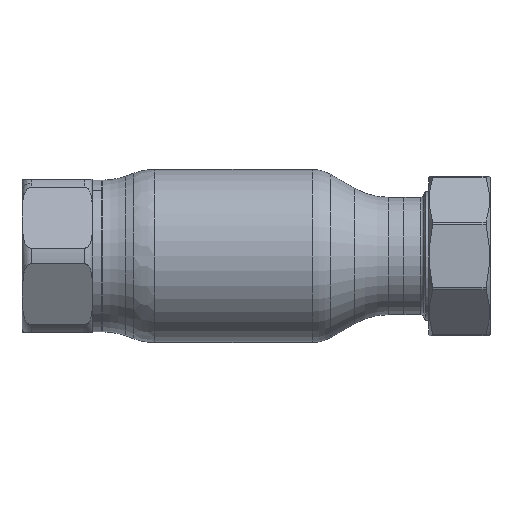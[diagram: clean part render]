
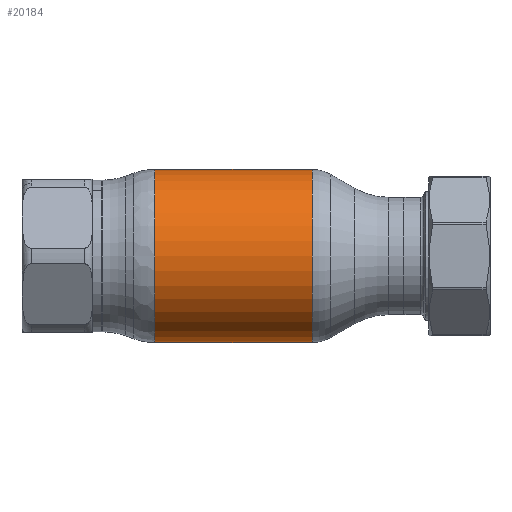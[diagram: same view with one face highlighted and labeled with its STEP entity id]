
A CAD part, front view. The second image highlights one B-rep face of the part: STEP entity #20184.
In plain terms, the highlighted cylindrical face has radius 28.25 mm (diameter 56.5 mm), a partial arc.
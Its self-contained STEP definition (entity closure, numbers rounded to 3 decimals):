
#315 = CARTESIAN_POINT ( 'NONE',  ( 62.69, 0., 28.25 ) ) ;
#4344 = EDGE_LOOP ( 'NONE', ( #50040, #56324, #18286, #22567 ) ) ;
#4412 = CARTESIAN_POINT ( 'NONE',  ( 24.785, 0., 0. ) ) ;
#5943 = AXIS2_PLACEMENT_3D ( 'NONE', #4412, #22748, #17317 ) ;
#7002 = VERTEX_POINT ( 'NONE', #39317 ) ;
#9041 = CIRCLE ( 'NONE', #34627, 28.25 ) ;
#10772 = VECTOR ( 'NONE', #45810, 1000. ) ;
#12663 = DIRECTION ( 'NONE',  ( 1., 0., 0. ) ) ;
#12956 = LINE ( 'NONE', #315, #54584 ) ;
#15781 = LINE ( 'NONE', #28352, #10772 ) ;
#16239 = VERTEX_POINT ( 'NONE', #22114 ) ;
#17317 = DIRECTION ( 'NONE',  ( 0., 0., -1. ) ) ;
#18286 = ORIENTED_EDGE ( 'NONE', *, *, #42512, .T. ) ;
#19302 = CARTESIAN_POINT ( 'NONE',  ( 62.69, 0., 0. ) ) ;
#20184 = ADVANCED_FACE ( 'NONE', ( #23035 ), #35877, .T. ) ;
#20708 = VERTEX_POINT ( 'NONE', #31187 ) ;
#20890 = DIRECTION ( 'NONE',  ( 1., 0., 0. ) ) ;
#22114 = CARTESIAN_POINT ( 'NONE',  ( 24.785, 0., -28.25 ) ) ;
#22567 = ORIENTED_EDGE ( 'NONE', *, *, #37663, .F. ) ;
#22588 = DIRECTION ( 'NONE',  ( 0., 0., -1. ) ) ;
#22748 = DIRECTION ( 'NONE',  ( 1., 0., 0. ) ) ;
#23035 = FACE_OUTER_BOUND ( 'NONE', #4344, .T. ) ;
#28352 = CARTESIAN_POINT ( 'NONE',  ( 62.69, 0., -28.25 ) ) ;
#29636 = EDGE_CURVE ( 'NONE', #29750, #7002, #9041, .T. ) ;
#29750 = VERTEX_POINT ( 'NONE', #30861 ) ;
#30861 = CARTESIAN_POINT ( 'NONE',  ( -26.673, 0., 28.25 ) ) ;
#31187 = CARTESIAN_POINT ( 'NONE',  ( 24.785, 0., 28.25 ) ) ;
#32784 = AXIS2_PLACEMENT_3D ( 'NONE', #19302, #45613, #55285 ) ;
#34627 = AXIS2_PLACEMENT_3D ( 'NONE', #51166, #20890, #22588 ) ;
#35877 = CYLINDRICAL_SURFACE ( 'NONE', #32784, 28.25 ) ;
#37663 = EDGE_CURVE ( 'NONE', #20708, #16239, #40722, .T. ) ;
#39317 = CARTESIAN_POINT ( 'NONE',  ( -26.673, 0., -28.25 ) ) ;
#40309 = EDGE_CURVE ( 'NONE', #29750, #20708, #12956, .T. ) ;
#40722 = CIRCLE ( 'NONE', #5943, 28.25 ) ;
#42512 = EDGE_CURVE ( 'NONE', #7002, #16239, #15781, .T. ) ;
#45613 = DIRECTION ( 'NONE',  ( 1., 0., 0. ) ) ;
#45810 = DIRECTION ( 'NONE',  ( 1., 0., 0. ) ) ;
#50040 = ORIENTED_EDGE ( 'NONE', *, *, #40309, .F. ) ;
#51166 = CARTESIAN_POINT ( 'NONE',  ( -26.673, 0., 0. ) ) ;
#54584 = VECTOR ( 'NONE', #12663, 1000. ) ;
#55285 = DIRECTION ( 'NONE',  ( 0., 0., -1. ) ) ;
#56324 = ORIENTED_EDGE ( 'NONE', *, *, #29636, .T. ) ;
